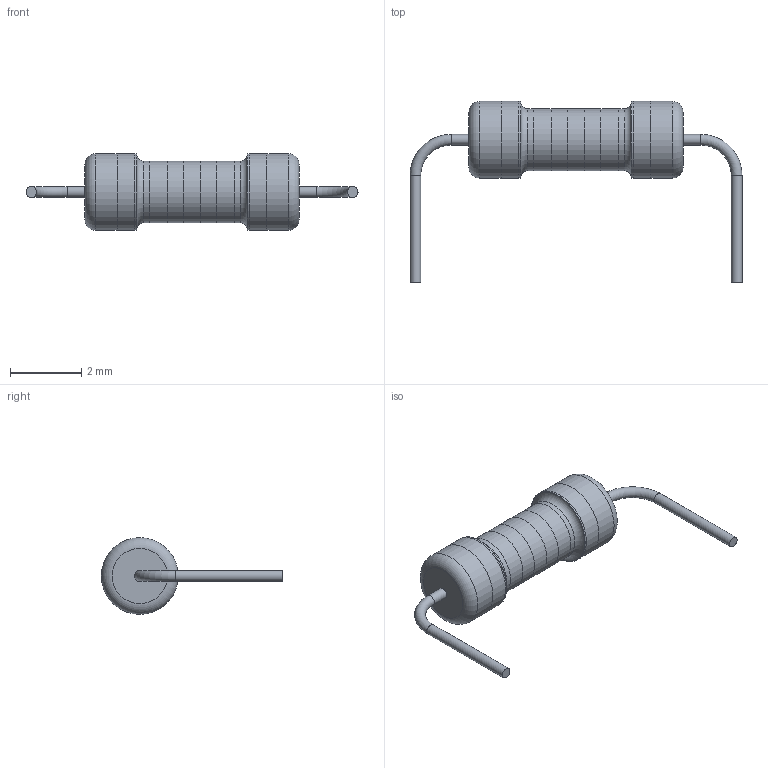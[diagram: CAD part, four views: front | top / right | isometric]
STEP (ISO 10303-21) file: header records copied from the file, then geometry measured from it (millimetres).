
FILE_DESCRIPTION(/* description */ (''),/* implementation_level */ '2;1');
FILE_NAME(/* name */ 'Resistor (330 ohm).step',/* time_stamp */ '2025-06-30T09:30:08+02:00',/* author */ (''),/* organization */ (''),/* preprocessor_version */ 'ST-DEVELOPER v20.1',/* originating_system */ 'Autodesk Translation Framework v14.10.0.0',/* authorisation */ '');
FILE_SCHEMA (('AUTOMOTIVE_DESIGN { 1 0 10303 214 3 1 1 }'));
Length unit declared in the file: millimetre
Products named in the file (3): Resistor; body; pins
Assembly tree (2 placements, depth 3):
  Resistor
    body
      pins
Bounding box: 9.3 x 5.08 x 2.15 mm (x, y, z)
Volume: 18.4 mm3; surface area: 110.6 mm2
Topology: 13 solids, 13 shells, 51 faces, 65 edges, 42 vertices
Faces by surface type: plane 28, cylinder 17, torus 6
Full cylindrical faces by diameter (mm): 0.3 x4, 1.73 x7, 2.15 x6
Entity records: 1153 total; most frequent: DIRECTION 225, CARTESIAN_POINT 163, ORIENTED_EDGE 130, AXIS2_PLACEMENT_3D 104, EDGE_CURVE 65, EDGE_LOOP 53, FACE_OUTER_BOUND 51, ADVANCED_FACE 51
